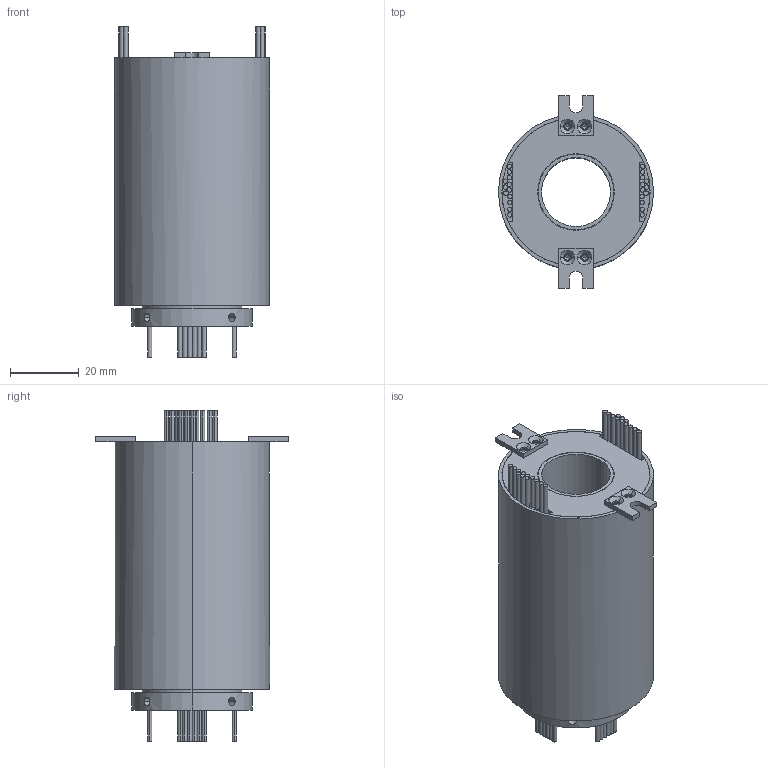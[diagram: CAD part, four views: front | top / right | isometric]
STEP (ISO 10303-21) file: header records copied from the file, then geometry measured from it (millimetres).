
FILE_DESCRIPTION (( 'STEP AP203' ), '1' );
FILE_NAME ('1.STEP', '2021-02-01T08:53:31', ( '微软用户' ), ( '微软中国' ), 'SwSTEP 2.0', 'SolidWorks 2014', '' );
FILE_SCHEMA (( 'CONFIG_CONTROL_DESIGN' ));
Length unit declared in the file: millimetre
Products named in the file (1): 1
Bounding box: 45 x 56 x 95.8 mm (x, y, z)
Volume: 95679.5 mm3; surface area: 23399.7 mm2
Topology: 1 solids, 1 shells, 271 faces, 602 edges, 388 vertices
Faces by surface type: cylinder 152, plane 103, cone 16
Entity records: 7925 total; most frequent: CARTESIAN_POINT 1558, DIRECTION 1434, ORIENTED_EDGE 1188, EDGE_CURVE 594, AXIS2_PLACEMENT_3D 584, VERTEX_POINT 388, EDGE_LOOP 348, CIRCLE 312
